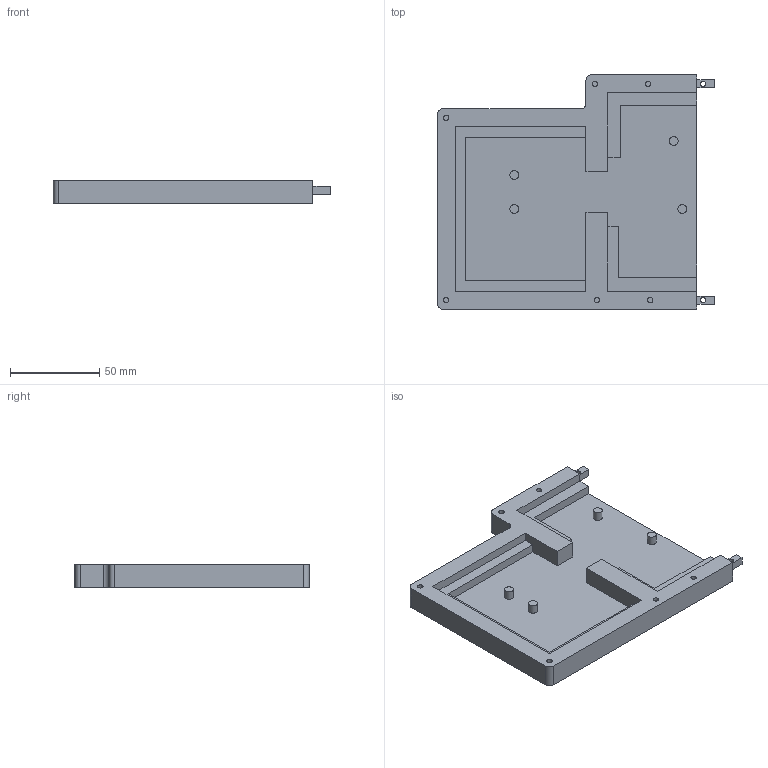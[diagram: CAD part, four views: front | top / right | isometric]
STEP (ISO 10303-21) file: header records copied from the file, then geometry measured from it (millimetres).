
FILE_DESCRIPTION(/* description */ (''),/* implementation_level */ '2;1');
FILE_NAME(/* name */ 'KB Bottom Case L.step',/* time_stamp */ '2026-01-02T10:11:47+01:00',/* author */ (''),/* organization */ (''),/* preprocessor_version */ 'ST-DEVELOPER v20.1',/* originating_system */ 'Autodesk Translation Framework v14.21.0.0',/* authorisation */ '');
FILE_SCHEMA (('AUTOMOTIVE_DESIGN { 1 0 10303 214 3 1 1 }'));
Length unit declared in the file: millimetre
Products named in the file (1): 2026-01-01-11-57-04-778
Bounding box: 155.72 x 131.54 x 13 mm (x, y, z)
Volume: 114712.9 mm3; surface area: 47511.1 mm2
Topology: 1 solids, 1 shells, 68 faces, 162 edges, 108 vertices
Faces by surface type: plane 52, cylinder 16
Full cylindrical faces by diameter (mm): 3 x8, 5 x4
Entity records: 2006 total; most frequent: CARTESIAN_POINT 339, DIRECTION 332, ORIENTED_EDGE 324, EDGE_CURVE 162, LINE 130, VECTOR 130, VERTEX_POINT 108, AXIS2_PLACEMENT_3D 101
